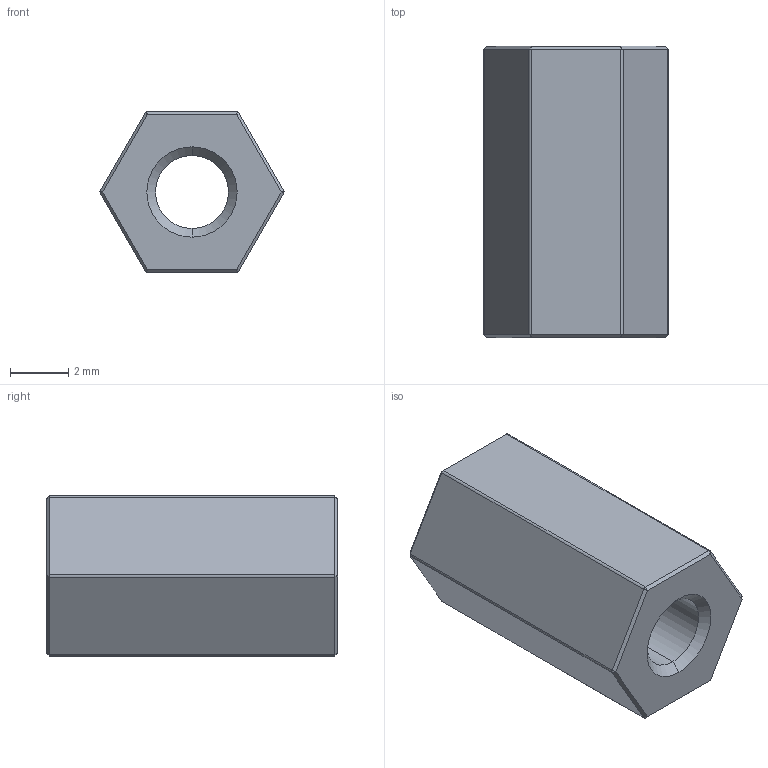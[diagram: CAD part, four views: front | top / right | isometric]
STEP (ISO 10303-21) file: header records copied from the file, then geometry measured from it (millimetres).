
FILE_DESCRIPTION (( 'STEP AP214' ), '1' );
FILE_NAME ('User Library-Abstandsbolzen Innen-Innengewinde - UN 3319.STEP', '2015-12-08T15:39:01', ( 'Windows User' ), ( '' ), 'SwSTEP 2.0', 'SolidWorks 2016', '' );
FILE_SCHEMA (( 'AUTOMOTIVE_DESIGN' ));
Length unit declared in the file: millimetre
Products named in the file (1): User Library-Abstandsbolzen Innen-Innengewinde - UN 3319
Bounding box: 6.32 x 10 x 5.5 mm (x, y, z)
Volume: 211.9 mm3; surface area: 306.2 mm2
Topology: 1 solids, 1 shells, 44 faces, 98 edges, 44 vertices
Faces by surface type: plane 20, cone 16, cylinder 8
Entity records: 1130 total; most frequent: DIRECTION 196, CARTESIAN_POINT 175, ORIENTED_EDGE 172, EDGE_CURVE 86, VECTOR 66, LINE 66, AXIS2_PLACEMENT_3D 65, EDGE_LOOP 46
